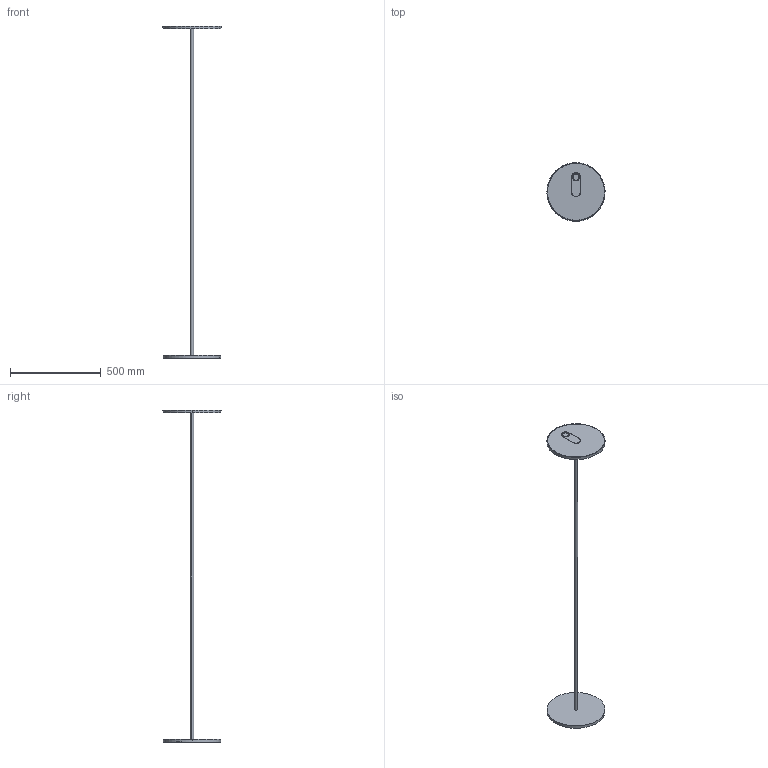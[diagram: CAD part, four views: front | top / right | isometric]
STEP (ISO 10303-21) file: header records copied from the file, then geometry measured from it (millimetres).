
FILE_DESCRIPTION(/* description */ (''),/* implementation_level */ '2;1');
FILE_NAME(/* name */ '183300_Athena',/* time_stamp */ '2016-05-31T10:19:56+02:00',/* author */ (''),/* organization */ (''),/* preprocessor_version */ 'ST-DEVELOPER v15',/* originating_system */ '',/* authorisation */ '');
FILE_SCHEMA (('AUTOMOTIVE_DESIGN'));
Length unit declared in the file: millimetre
Products named in the file (6): Document; WAC937501_-_MODEL; Y102011170_B; Blocco 51; Y303000277_-; Blocco 151
Assembly tree (5 placements, depth 4):
  Document
    WAC937501_-_MODEL
      Y102011170_B
        Blocco 51
    Y303000277_-
      Blocco 151
Bounding box: 320 x 319.44 x 1827 mm (x, y, z)
Volume: 1282658.5 mm3; surface area: 543692.3 mm2
Topology: 1 solids, 19 shells, 31 faces, 89 edges, 77 vertices
Faces by surface type: plane 16, bspline 15
Entity records: 1307 total; most frequent: CARTESIAN_POINT 637, ORIENTED_EDGE 113, EDGE_CURVE 89, VERTEX_POINT 77, DIRECTION 46, EDGE_LOOP 38, ADVANCED_FACE 31, FACE_OUTER_BOUND 31
